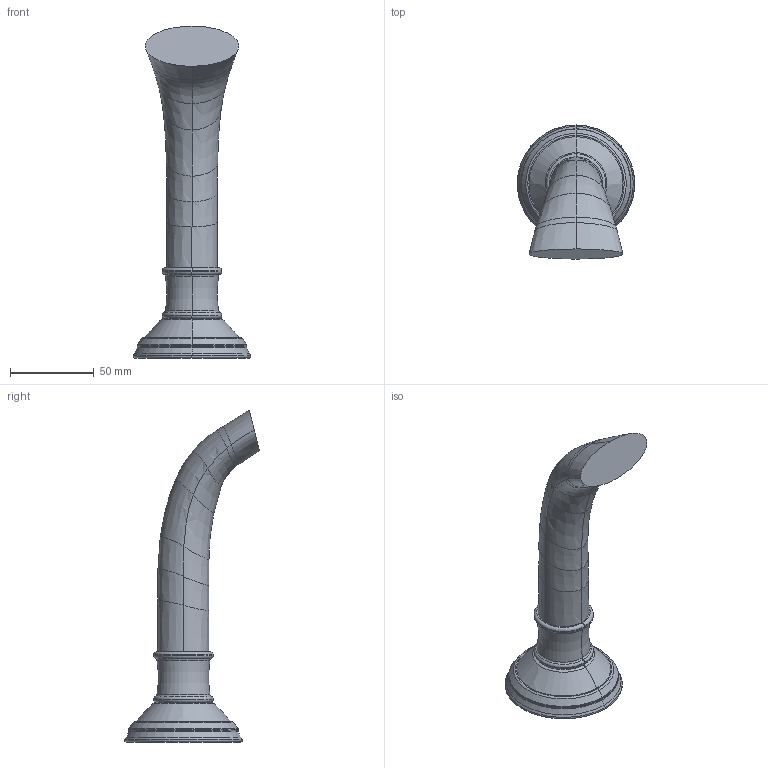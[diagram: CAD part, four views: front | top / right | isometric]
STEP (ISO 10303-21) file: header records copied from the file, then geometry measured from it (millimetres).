
FILE_DESCRIPTION((''),'2;1');
FILE_NAME('3-383_SW0001','2021-01-25T16:26:52',('rsmith'),(''),'CREO PARAMETRIC BY PTC INC, 2018400','CREO PARAMETRIC BY PTC INC, 2018400','');
FILE_SCHEMA(('AUTOMOTIVE_DESIGN { 1 0 10303 214 1 1 1 1 }'));
Length unit declared in the file: inch
Products named in the file (1): 3-383_SW0001
Bounding box: 70.37 x 80.6 x 198.75 mm (x, y, z)
Volume: 199406.6 mm3; surface area: 28951.2 mm2
Topology: 1 solids, 1 shells, 75 faces, 150 edges, 80 vertices
Faces by surface type: bspline 34, torus 30, plane 5, cylinder 4, cone 2
Entity records: 4382 total; most frequent: CARTESIAN_POINT 2349, ORIENTED_EDGE 300, DIRECTION 250, PRESENTATION_STYLE_ASSIGNMENT 151, STYLED_ITEM 151, CURVE_STYLE 150, EDGE_CURVE 150, COLOUR_RGB 146
